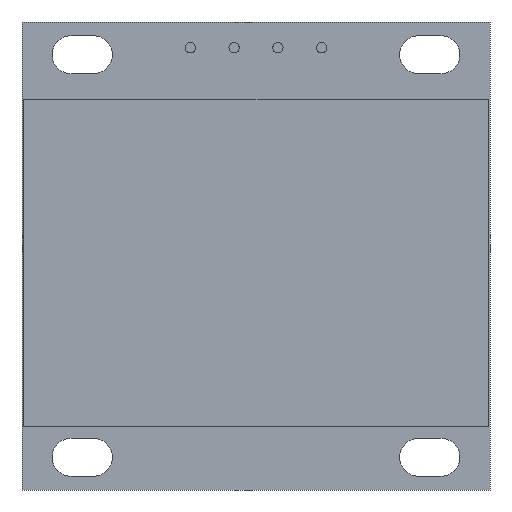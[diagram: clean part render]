
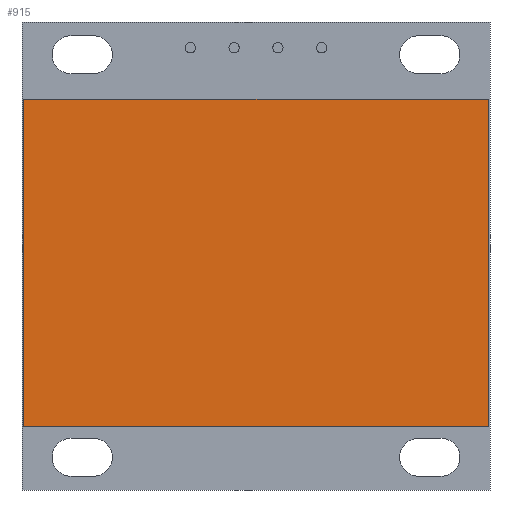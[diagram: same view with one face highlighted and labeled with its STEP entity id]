
A CAD part, front view. The second image highlights one B-rep face of the part: STEP entity #915.
In plain terms, the highlighted planar face has unit normal (0, -1, 0).
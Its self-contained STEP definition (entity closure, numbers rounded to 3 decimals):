
#133=FACE_OUTER_BOUND('',#199,.T.);
#199=EDGE_LOOP('',(#805,#806,#807,#808));
#299=LINE('',#1496,#391);
#302=LINE('',#1502,#394);
#305=LINE('',#1508,#397);
#308=LINE('',#1512,#400);
#391=VECTOR('',#1230,10.);
#394=VECTOR('',#1235,10.);
#397=VECTOR('',#1240,10.);
#400=VECTOR('',#1245,10.);
#467=VERTEX_POINT('',#1493);
#468=VERTEX_POINT('',#1495);
#470=VERTEX_POINT('',#1501);
#472=VERTEX_POINT('',#1507);
#579=EDGE_CURVE('',#468,#467,#299,.T.);
#582=EDGE_CURVE('',#470,#468,#302,.T.);
#585=EDGE_CURVE('',#472,#470,#305,.T.);
#588=EDGE_CURVE('',#467,#472,#308,.T.);
#805=ORIENTED_EDGE('',*,*,#588,.T.);
#806=ORIENTED_EDGE('',*,*,#585,.T.);
#807=ORIENTED_EDGE('',*,*,#582,.T.);
#808=ORIENTED_EDGE('',*,*,#579,.T.);
#863=PLANE('',#1014);
#915=ADVANCED_FACE('',(#133),#863,.F.);
#1014=AXIS2_PLACEMENT_3D('',#1513,#1246,#1247);
#1230=DIRECTION('',(0.,0.,1.));
#1235=DIRECTION('',(1.,0.,0.));
#1240=DIRECTION('',(0.,0.,-1.));
#1245=DIRECTION('',(-1.,0.,0.));
#1246=DIRECTION('center_axis',(0.,1.,0.));
#1247=DIRECTION('ref_axis',(0.,0.,1.));
#1493=CARTESIAN_POINT('',(13.5,-1.5,-4.5));
#1495=CARTESIAN_POINT('',(13.5,-1.5,-23.5));
#1496=CARTESIAN_POINT('',(13.5,-1.5,-4.5));
#1501=CARTESIAN_POINT('',(-13.5,-1.5,-23.5));
#1502=CARTESIAN_POINT('',(13.5,-1.5,-23.5));
#1507=CARTESIAN_POINT('',(-13.5,-1.5,-4.5));
#1508=CARTESIAN_POINT('',(-13.5,-1.5,-23.5));
#1512=CARTESIAN_POINT('',(-13.5,-1.5,-4.5));
#1513=CARTESIAN_POINT('Origin',(0.,-1.5,-14.));
